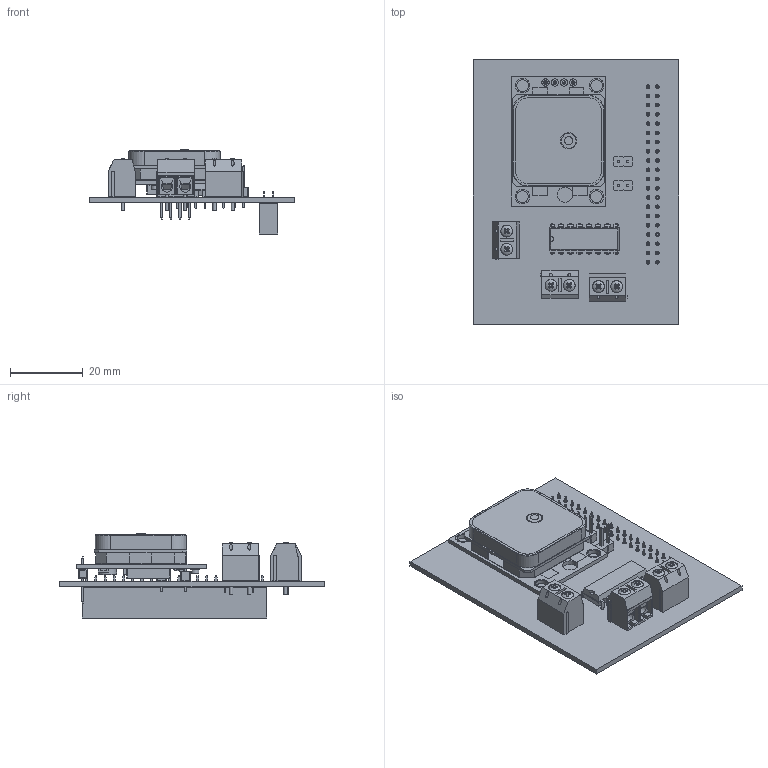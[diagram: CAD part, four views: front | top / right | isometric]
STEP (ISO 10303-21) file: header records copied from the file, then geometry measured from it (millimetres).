
FILE_DESCRIPTION(('KiCad electronic assembly'),'2;1');
FILE_NAME('Ras pi hat.step','2025-07-29T22:47:37',('Pcbnew'),('Kicad'), 'Open CASCADE STEP processor 7.8','KiCad to STEP converter','Unknown' );
FILE_SCHEMA(('AUTOMOTIVE_DESIGN { 1 0 10303 214 1 1 1 1 }'));
Length unit declared in the file: millimetre
Products named in the file (13): Ras pi hat 1; PinHeader_1x02_P2.54mm_Vertical; DIP-16_W7.62mm; KF301-5-2P_green; case; Terminal1; Screw1; GY-NEO6MV2-withAnt v7; Ras pi hat 1.7.1; Ras pi hat 1.7.2; Ras pi hat 1.7.3; PinSocket_2x20_P2.54mm_Vertical; Ras pi hat_PCB
Assembly tree (17 placements, depth 3):
  Ras pi hat 1
    PinHeader_1x02_P2.54mm_Vertical  x2
    DIP-16_W7.62mm
    KF301-5-2P_green  x3
      case
      Terminal1
      Screw1
    GY-NEO6MV2-withAnt v7
      Ras pi hat 1.7.1
      Ras pi hat 1.7.2
      Ras pi hat 1.7.3
    PinSocket_2x20_P2.54mm_Vertical
    Ras pi hat_PCB
Bounding box: 56.39 x 72.64 x 23.1 mm (x, y, z)
Volume: 15013 mm3; surface area: 23268.2 mm2
Topology: 34 solids, 38 shells, 2475 faces, 6340 edges, 4068 vertices
Faces by surface type: plane 2114, cylinder 275, cone 39, bspline 29, sphere 10, revolution 6, torus 2
Full cylindrical faces by diameter (mm): 0.5 x1, 0.8 x22, 0.9 x6, 0.96 x4, 1 x48, 1.4 x6, 1.6 x6, 1.7 x1, 1.8 x6, 2 x15, 3 x6, 3.2 x10, 3.3 x6, 4 x8, 4.2 x1, 4.5 x1, 5 x1
Entity records: 75030 total; most frequent: CARTESIAN_POINT 10967, ORIENTED_EDGE 10256, DIRECTION 9564, EDGE_CURVE 5140, LINE 4633, VECTOR 4633, VERTEX_POINT 3312, AXIS2_PLACEMENT_3D 2465
